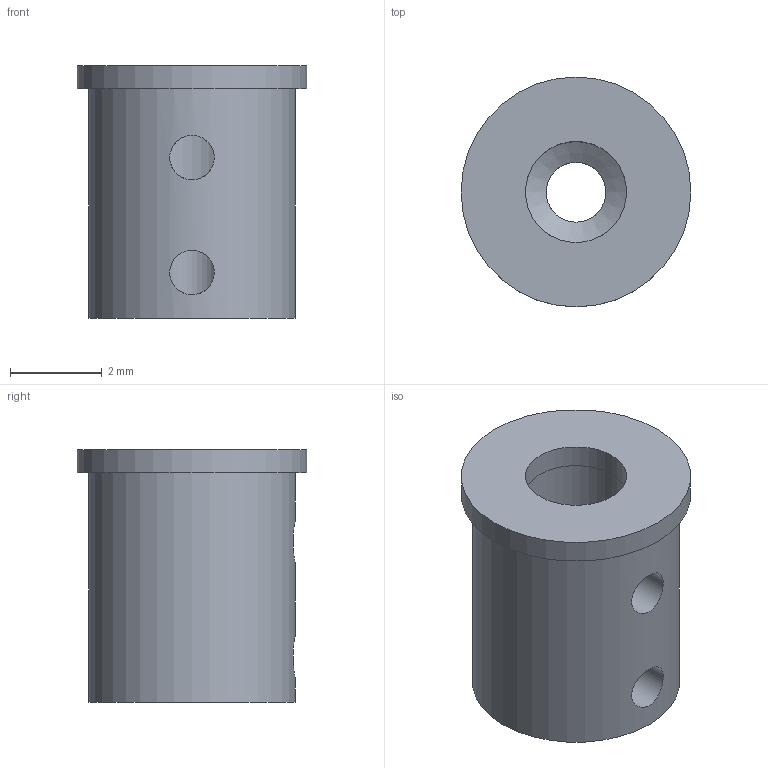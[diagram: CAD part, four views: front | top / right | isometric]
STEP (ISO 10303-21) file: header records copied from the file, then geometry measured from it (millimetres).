
FILE_DESCRIPTION(/* description */ (''),/* implementation_level */ '2;1');
FILE_NAME(/* name */ 'GrinHolder v5.step',/* time_stamp */ '2025-10-13T14:55:12+02:00',/* author */ (''),/* organization */ (''),/* preprocessor_version */ 'ST-DEVELOPER v20.1',/* originating_system */ 'Autodesk Translation Framework v14.17.0.0',/* authorisation */ '');
FILE_SCHEMA (('AUTOMOTIVE_DESIGN { 1 0 10303 214 3 1 1 }'));
Length unit declared in the file: millimetre
Products named in the file (1): GrinHolder
Bounding box: 5 x 5 x 5.5 mm (x, y, z)
Volume: 71 mm3; surface area: 176.7 mm2
Topology: 2 solids, 2 shells, 12 faces, 22 edges, 14 vertices
Faces by surface type: cylinder 7, plane 4, cone 1
Full cylindrical faces by diameter (mm): 0.969 x2, 1.3 x1, 2.2 x2, 4.5 x1, 5 x1
Entity records: 480 total; most frequent: CARTESIAN_POINT 189, DIRECTION 54, ORIENTED_EDGE 44, AXIS2_PLACEMENT_3D 23, EDGE_CURVE 22, EDGE_LOOP 20, VERTEX_POINT 14, FACE_OUTER_BOUND 12
